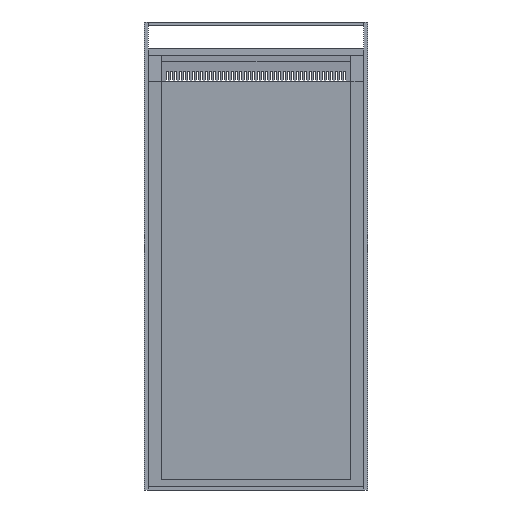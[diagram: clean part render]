
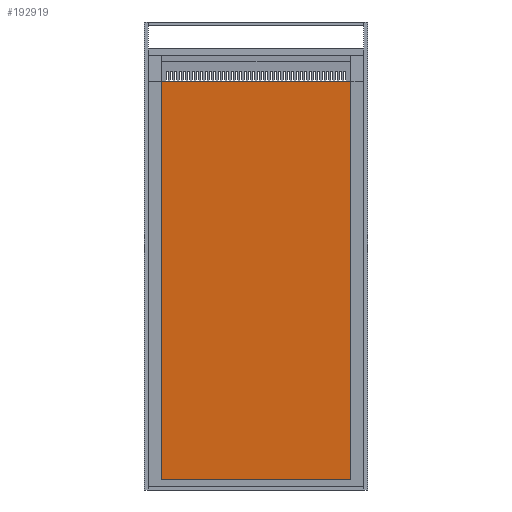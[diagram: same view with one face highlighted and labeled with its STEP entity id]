
A CAD part, front view. The second image highlights one B-rep face of the part: STEP entity #192919.
In plain terms, the highlighted free-form (B-spline) face has degree [1, 1] with [2, 2] control points.
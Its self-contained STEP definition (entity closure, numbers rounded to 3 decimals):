
#192799 = EDGE_CURVE('',#192800,#192802,#192804,.T.);
#192800 = VERTEX_POINT('',#192801);
#192801 = CARTESIAN_POINT('',(-767.29,0.,
    -221.025));
#192802 = VERTEX_POINT('',#192803);
#192803 = CARTESIAN_POINT('',(-767.29,99.813,
    -1702.224));
#192804 = B_SPLINE_CURVE_WITH_KNOTS('',1,(#192805,#192806),
  .UNSPECIFIED.,.F.,.F.,(2,2),(0.,1841.935),
  .PIECEWISE_BEZIER_KNOTS.);
#192805 = CARTESIAN_POINT('',(-767.29,0.,
    -221.025));
#192806 = CARTESIAN_POINT('',(-767.29,99.813,
    -1702.224));
#192835 = EDGE_CURVE('',#192836,#192800,#192838,.T.);
#192836 = VERTEX_POINT('',#192837);
#192837 = CARTESIAN_POINT('',(-62.866,0.,
    -221.025));
#192838 = B_SPLINE_CURVE_WITH_KNOTS('',1,(#192839,#192840),
  .UNSPECIFIED.,.F.,.F.,(2,2),(-874.,-0.),.PIECEWISE_BEZIER_KNOTS.);
#192839 = CARTESIAN_POINT('',(-62.866,0.,
    -221.025));
#192840 = CARTESIAN_POINT('',(-767.29,0.,
    -221.025));
#192863 = EDGE_CURVE('',#192864,#192836,#192866,.T.);
#192864 = VERTEX_POINT('',#192865);
#192865 = CARTESIAN_POINT('',(-62.866,99.813,
    -1702.224));
#192866 = B_SPLINE_CURVE_WITH_KNOTS('',1,(#192867,#192868),
  .UNSPECIFIED.,.F.,.F.,(2,2),(-1841.935,0.),
  .PIECEWISE_BEZIER_KNOTS.);
#192867 = CARTESIAN_POINT('',(-62.866,99.813,
    -1702.224));
#192868 = CARTESIAN_POINT('',(-62.866,0.,
    -221.025));
#192891 = EDGE_CURVE('',#192802,#192864,#192892,.T.);
#192892 = B_SPLINE_CURVE_WITH_KNOTS('',1,(#192893,#192894),
  .UNSPECIFIED.,.F.,.F.,(2,2),(0.,874.),.PIECEWISE_BEZIER_KNOTS.);
#192893 = CARTESIAN_POINT('',(-767.29,99.813,
    -1702.224));
#192894 = CARTESIAN_POINT('',(-62.866,99.813,
    -1702.224));
#192919 = ADVANCED_FACE('',(#192920),#192926,.T.);
#192920 = FACE_BOUND('',#192921,.T.);
#192921 = EDGE_LOOP('',(#192922,#192923,#192924,#192925));
#192922 = ORIENTED_EDGE('',*,*,#192799,.T.);
#192923 = ORIENTED_EDGE('',*,*,#192891,.T.);
#192924 = ORIENTED_EDGE('',*,*,#192863,.T.);
#192925 = ORIENTED_EDGE('',*,*,#192835,.T.);
#192926 = B_SPLINE_SURFACE_WITH_KNOTS('',1,1,(
    (#192927,#192928)
    ,(#192929,#192930
    )),.UNSPECIFIED.,.F.,.F.,.F.,(2,2),(2,2),(273.612,
    2115.547),(-952.,-78.),.PIECEWISE_BEZIER_KNOTS.);
#192927 = CARTESIAN_POINT('',(-767.29,0.,
    -221.025));
#192928 = CARTESIAN_POINT('',(-62.866,0.,
    -221.025));
#192929 = CARTESIAN_POINT('',(-767.29,99.813,
    -1702.224));
#192930 = CARTESIAN_POINT('',(-62.866,99.813,
    -1702.224));
